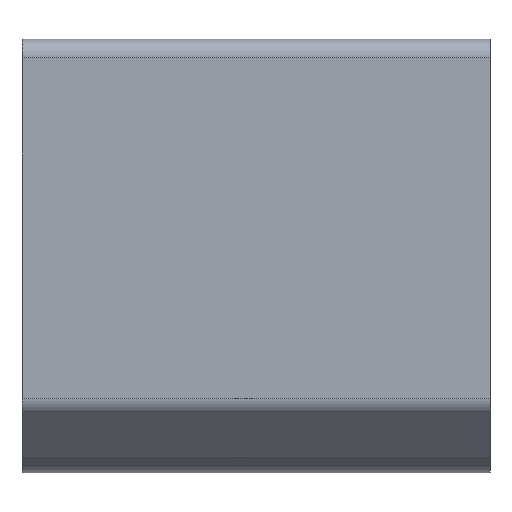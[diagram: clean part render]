
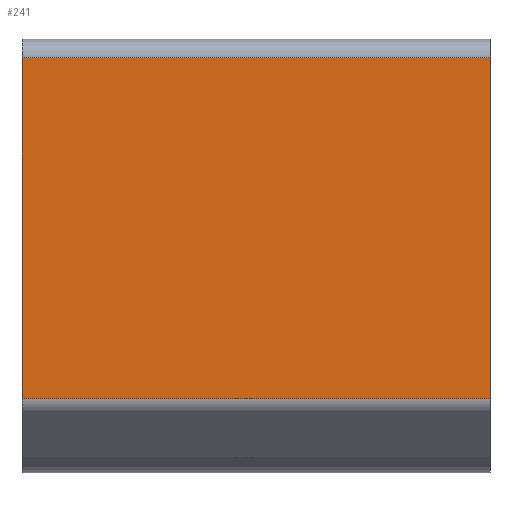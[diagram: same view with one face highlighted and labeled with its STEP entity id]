
A CAD part, left-side view. The second image highlights one B-rep face of the part: STEP entity #241.
In plain terms, the highlighted planar face has unit normal (-1, 0, 0).
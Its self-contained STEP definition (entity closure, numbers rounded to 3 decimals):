
#241 = ADVANCED_FACE( '', ( #532 ), #533, .F. );
#532 = FACE_OUTER_BOUND( '', #868, .T. );
#533 = PLANE( '', #869 );
#868 = EDGE_LOOP( '', ( #1672, #1673, #1674, #1675 ) );
#869 = AXIS2_PLACEMENT_3D( '', #1676, #1677, #1678 );
#1672 = ORIENTED_EDGE( '', *, *, #2363, .T. );
#1673 = ORIENTED_EDGE( '', *, *, #2134, .F. );
#1674 = ORIENTED_EDGE( '', *, *, #2142, .F. );
#1675 = ORIENTED_EDGE( '', *, *, #2466, .T. );
#1676 = CARTESIAN_POINT( '', ( -19.4, 100., -30.449 ) );
#1677 = DIRECTION( '', ( 1., 0., 0. ) );
#1678 = DIRECTION( '', ( 0., 0., -1. ) );
#2134 = EDGE_CURVE( '', #2580, #2575, #2582, .T. );
#2142 = EDGE_CURVE( '', #2594, #2580, #2596, .T. );
#2363 = EDGE_CURVE( '', #2846, #2575, #3001, .T. );
#2466 = EDGE_CURVE( '', #2594, #2846, #3110, .T. );
#2575 = VERTEX_POINT( '', #3226 );
#2580 = VERTEX_POINT( '', #3232 );
#2582 = LINE( '', #3234, #3235 );
#2594 = VERTEX_POINT( '', #3249 );
#2596 = LINE( '', #3251, #3252 );
#2846 = VERTEX_POINT( '', #3557 );
#3001 = LINE( '', #3741, #3742 );
#3110 = LINE( '', #3910, #3911 );
#3226 = CARTESIAN_POINT( '', ( -19.4, 0., 42.35 ) );
#3232 = CARTESIAN_POINT( '', ( -19.4, 100., 42.35 ) );
#3234 = CARTESIAN_POINT( '', ( -19.4, 100., 42.35 ) );
#3235 = VECTOR( '', #4044, 1000. );
#3249 = CARTESIAN_POINT( '', ( -19.4, 100., -30.449 ) );
#3251 = CARTESIAN_POINT( '', ( -19.4, 100., -30.449 ) );
#3252 = VECTOR( '', #4056, 1000. );
#3557 = CARTESIAN_POINT( '', ( -19.4, 0., -30.449 ) );
#3741 = CARTESIAN_POINT( '', ( -19.4, 0., -30.449 ) );
#3742 = VECTOR( '', #4519, 1000. );
#3910 = CARTESIAN_POINT( '', ( -19.4, 100., -30.449 ) );
#3911 = VECTOR( '', #4594, 1000. );
#4044 = DIRECTION( '', ( 0., -1., 0. ) );
#4056 = DIRECTION( '', ( 0., 0., 1. ) );
#4519 = DIRECTION( '', ( 0., 0., 1. ) );
#4594 = DIRECTION( '', ( 0., -1., 0. ) );
